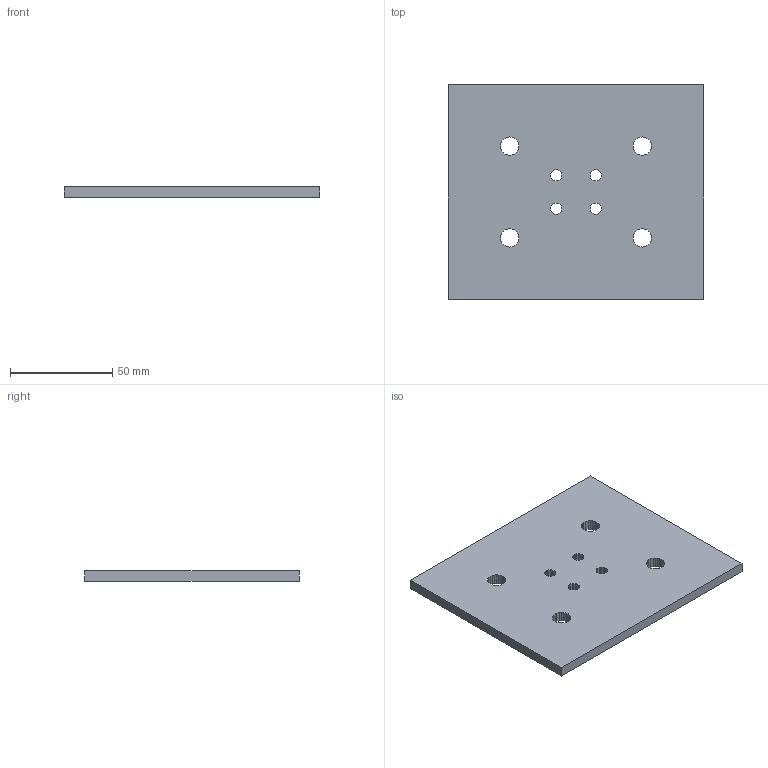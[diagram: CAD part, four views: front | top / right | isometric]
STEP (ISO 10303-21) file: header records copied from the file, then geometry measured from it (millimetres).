
FILE_DESCRIPTION(('FreeCAD Model'),'2;1');
FILE_NAME('Open CASCADE Shape Model','2023-05-31T17:08:24',('Author'),( ''),'Open CASCADE STEP processor 7.6','FreeCAD','Unknown');
FILE_SCHEMA(('AUTOMOTIVE_DESIGN { 1 0 10303 214 1 1 1 1 }'));
Length unit declared in the file: millimetre
Products named in the file (1): platine001001
Bounding box: 125 x 105 x 5 mm (x, y, z)
Surface area: 28767.4 mm2 (no closed solid volume)
Topology: 0 solids, 1 shells, 198 faces, 588 edges, 392 vertices
Faces by surface type: plane 198
Entity records: 14190 total; most frequent: CARTESIAN_POINT 2355, DIRECTION 2162, LINE 1764, VECTOR 1764, ORIENTED_EDGE 1176, PCURVE 1176, DEFINITIONAL_REPRESENTATION 1176, EDGE_CURVE 588
